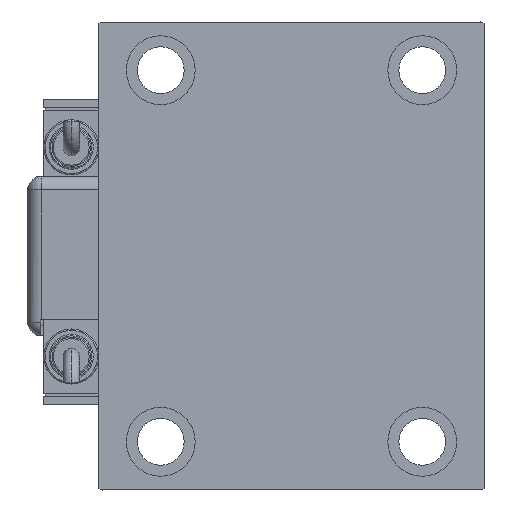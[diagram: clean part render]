
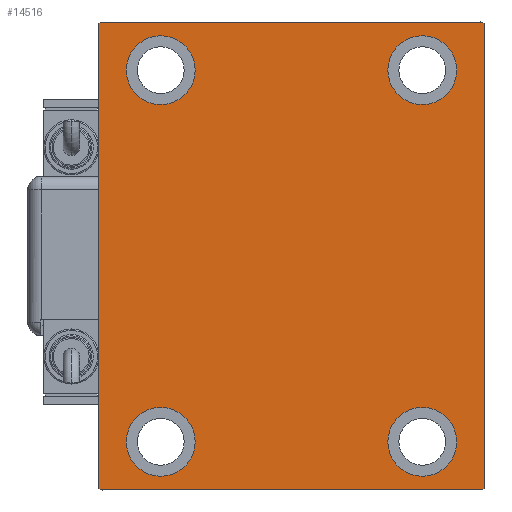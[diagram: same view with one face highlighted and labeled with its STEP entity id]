
A CAD part, left-side view. The second image highlights one B-rep face of the part: STEP entity #14516.
In plain terms, the highlighted face is planar.
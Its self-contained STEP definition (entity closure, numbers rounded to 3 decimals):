
#152 = VERTEX_POINT ( 'NONE', #43981 ) ;
#256 = ORIENTED_EDGE ( 'NONE', *, *, #15549, .T. ) ;
#276 = VECTOR ( 'NONE', #43348, 1000. ) ;
#611 = CIRCLE ( 'NONE', #46837, 12.5 ) ;
#863 = CARTESIAN_POINT ( 'NONE',  ( 205., -47.5, 55. ) ) ;
#953 = CIRCLE ( 'NONE', #35373, 12.5 ) ;
#996 = ORIENTED_EDGE ( 'NONE', *, *, #55963, .T. ) ;
#1508 = VERTEX_POINT ( 'NONE', #39000 ) ;
#1738 = VERTEX_POINT ( 'NONE', #51926 ) ;
#2033 = CARTESIAN_POINT ( 'NONE',  ( 205., 47.5, -67.5 ) ) ;
#2102 = VERTEX_POINT ( 'NONE', #44633 ) ;
#2238 = CARTESIAN_POINT ( 'NONE',  ( 205., 0., 0. ) ) ;
#2412 = EDGE_CURVE ( 'NONE', #7629, #27096, #51605, .T. ) ;
#3436 = EDGE_LOOP ( 'NONE', ( #10420, #3605 ) ) ;
#3605 = ORIENTED_EDGE ( 'NONE', *, *, #57360, .T. ) ;
#4336 = AXIS2_PLACEMENT_3D ( 'NONE', #46997, #37123, #55356 ) ;
#4492 = DIRECTION ( 'NONE',  ( -1., 0., 0. ) ) ;
#4512 = CARTESIAN_POINT ( 'NONE',  ( 205., 47.5, -80. ) ) ;
#4688 = CARTESIAN_POINT ( 'NONE',  ( 205., -47.5, -67.5 ) ) ;
#5420 = CARTESIAN_POINT ( 'NONE',  ( 205., -47.5, 67.5 ) ) ;
#6303 = DIRECTION ( 'NONE',  ( 0., -1., 0. ) ) ;
#6330 = DIRECTION ( 'NONE',  ( -1., 0., 0. ) ) ;
#6843 = FACE_BOUND ( 'NONE', #30165, .T. ) ;
#6909 = EDGE_CURVE ( 'NONE', #1508, #29301, #20445, .T. ) ;
#6946 = DIRECTION ( 'NONE',  ( 0., 0., 1. ) ) ;
#7629 = VERTEX_POINT ( 'NONE', #4512 ) ;
#7741 = EDGE_CURVE ( 'NONE', #57120, #42225, #611, .T. ) ;
#8807 = DIRECTION ( 'NONE',  ( -1., 0., 0. ) ) ;
#9188 = VERTEX_POINT ( 'NONE', #31789 ) ;
#9604 = LINE ( 'NONE', #50622, #31567 ) ;
#9790 = EDGE_LOOP ( 'NONE', ( #996, #26564 ) ) ;
#10031 = CARTESIAN_POINT ( 'NONE',  ( 205., -47.5, 67.5 ) ) ;
#10420 = ORIENTED_EDGE ( 'NONE', *, *, #42428, .T. ) ;
#10969 = ORIENTED_EDGE ( 'NONE', *, *, #6909, .T. ) ;
#12008 = ORIENTED_EDGE ( 'NONE', *, *, #7741, .T. ) ;
#12122 = EDGE_CURVE ( 'NONE', #27096, #7629, #54914, .T. ) ;
#12163 = CARTESIAN_POINT ( 'NONE',  ( 205., 70., -84.5 ) ) ;
#12961 = LINE ( 'NONE', #35773, #56096 ) ;
#12998 = CIRCLE ( 'NONE', #55362, 12.5 ) ;
#14360 = VECTOR ( 'NONE', #43115, 1000. ) ;
#14466 = CARTESIAN_POINT ( 'NONE',  ( 205., 70., -85. ) ) ;
#14516 = ADVANCED_FACE ( 'NONE', ( #30239, #6843, #29626, #48461, #25611 ), #44428, .T. ) ;
#14772 = LINE ( 'NONE', #14466, #14360 ) ;
#15549 = EDGE_CURVE ( 'NONE', #18318, #42991, #37603, .T. ) ;
#15644 = VERTEX_POINT ( 'NONE', #39122 ) ;
#15830 = VECTOR ( 'NONE', #28538, 1000. ) ;
#15925 = EDGE_CURVE ( 'NONE', #42991, #48399, #9604, .T. ) ;
#16246 = DIRECTION ( 'NONE',  ( 0., 0., 1. ) ) ;
#16372 = EDGE_CURVE ( 'NONE', #29301, #15644, #51397, .T. ) ;
#16553 = DIRECTION ( 'NONE',  ( -1., 0., 0. ) ) ;
#18041 = CARTESIAN_POINT ( 'NONE',  ( 205., 47.5, -55. ) ) ;
#18318 = VERTEX_POINT ( 'NONE', #45863 ) ;
#18529 = DIRECTION ( 'NONE',  ( 0., 1., 0. ) ) ;
#20445 = LINE ( 'NONE', #58413, #45861 ) ;
#20507 = CARTESIAN_POINT ( 'NONE',  ( 205., 77.25, -77.25 ) ) ;
#21286 = CARTESIAN_POINT ( 'NONE',  ( 205., 70., 84.5 ) ) ;
#21402 = DIRECTION ( 'NONE',  ( -1., 0., 0. ) ) ;
#21669 = LINE ( 'NONE', #49444, #24924 ) ;
#22117 = CARTESIAN_POINT ( 'NONE',  ( 205., 69.5, -85. ) ) ;
#23267 = DIRECTION ( 'NONE',  ( 0., 0., 1. ) ) ;
#23894 = DIRECTION ( 'NONE',  ( 0., 0., 1. ) ) ;
#24120 = EDGE_CURVE ( 'NONE', #48399, #54128, #47975, .T. ) ;
#24194 = EDGE_CURVE ( 'NONE', #152, #1738, #12998, .T. ) ;
#24924 = VECTOR ( 'NONE', #54388, 1000. ) ;
#25611 = FACE_OUTER_BOUND ( 'NONE', #44856, .T. ) ;
#26424 = CARTESIAN_POINT ( 'NONE',  ( 205., -69.5, 85. ) ) ;
#26564 = ORIENTED_EDGE ( 'NONE', *, *, #24194, .T. ) ;
#26743 = EDGE_LOOP ( 'NONE', ( #31462, #40823 ) ) ;
#27096 = VERTEX_POINT ( 'NONE', #18041 ) ;
#27331 = ORIENTED_EDGE ( 'NONE', *, *, #41784, .T. ) ;
#27778 = DIRECTION ( 'NONE',  ( -1., 0., 0. ) ) ;
#27866 = AXIS2_PLACEMENT_3D ( 'NONE', #58512, #16553, #16246 ) ;
#28538 = DIRECTION ( 'NONE',  ( 0., -0.707, -0.707 ) ) ;
#29301 = VERTEX_POINT ( 'NONE', #26424 ) ;
#29626 = FACE_BOUND ( 'NONE', #3436, .T. ) ;
#30165 = EDGE_LOOP ( 'NONE', ( #35366, #12008 ) ) ;
#30239 = FACE_BOUND ( 'NONE', #9790, .T. ) ;
#30538 = EDGE_CURVE ( 'NONE', #54128, #45589, #14772, .T. ) ;
#30838 = DIRECTION ( 'NONE',  ( 0., -0.707, 0.707 ) ) ;
#31462 = ORIENTED_EDGE ( 'NONE', *, *, #2412, .T. ) ;
#31567 = VECTOR ( 'NONE', #18529, 1000. ) ;
#31789 = CARTESIAN_POINT ( 'NONE',  ( 205., 47.5, 55. ) ) ;
#32848 = AXIS2_PLACEMENT_3D ( 'NONE', #10031, #4492, #23267 ) ;
#33749 = ORIENTED_EDGE ( 'NONE', *, *, #30538, .T. ) ;
#34357 = ORIENTED_EDGE ( 'NONE', *, *, #51718, .T. ) ;
#35366 = ORIENTED_EDGE ( 'NONE', *, *, #53988, .T. ) ;
#35373 = AXIS2_PLACEMENT_3D ( 'NONE', #37745, #8807, #37451 ) ;
#35773 = CARTESIAN_POINT ( 'NONE',  ( 205., 77.25, 77.25 ) ) ;
#35889 = CARTESIAN_POINT ( 'NONE',  ( 205., 47.5, 67.5 ) ) ;
#36809 = CIRCLE ( 'NONE', #32848, 12.5 ) ;
#37123 = DIRECTION ( 'NONE',  ( -1., 0., 0. ) ) ;
#37451 = DIRECTION ( 'NONE',  ( 0., 0., 1. ) ) ;
#37472 = CARTESIAN_POINT ( 'NONE',  ( 205., -47.5, 80. ) ) ;
#37603 = LINE ( 'NONE', #41616, #44337 ) ;
#37745 = CARTESIAN_POINT ( 'NONE',  ( 205., 47.5, 67.5 ) ) ;
#38665 = ORIENTED_EDGE ( 'NONE', *, *, #16372, .T. ) ;
#39000 = CARTESIAN_POINT ( 'NONE',  ( 205., 69.5, 85. ) ) ;
#39122 = CARTESIAN_POINT ( 'NONE',  ( 205., -70., 84.5 ) ) ;
#39801 = DIRECTION ( 'NONE',  ( 1., 0., 0. ) ) ;
#40823 = ORIENTED_EDGE ( 'NONE', *, *, #12122, .T. ) ;
#40995 = DIRECTION ( 'NONE',  ( 0., 0., -1. ) ) ;
#41616 = CARTESIAN_POINT ( 'NONE',  ( 205., -77.25, -77.25 ) ) ;
#41784 = EDGE_CURVE ( 'NONE', #45589, #1508, #12961, .T. ) ;
#42225 = VERTEX_POINT ( 'NONE', #863 ) ;
#42413 = DIRECTION ( 'NONE',  ( -1., 0., 0. ) ) ;
#42428 = EDGE_CURVE ( 'NONE', #9188, #2102, #953, .T. ) ;
#42859 = CIRCLE ( 'NONE', #59631, 12.5 ) ;
#42991 = VERTEX_POINT ( 'NONE', #60387 ) ;
#43115 = DIRECTION ( 'NONE',  ( 0., 0., 1. ) ) ;
#43236 = ORIENTED_EDGE ( 'NONE', *, *, #24120, .T. ) ;
#43348 = DIRECTION ( 'NONE',  ( 0., 0.707, 0.707 ) ) ;
#43981 = CARTESIAN_POINT ( 'NONE',  ( 205., -47.5, -55. ) ) ;
#44229 = DIRECTION ( 'NONE',  ( 0., 0., 1. ) ) ;
#44337 = VECTOR ( 'NONE', #52115, 1000. ) ;
#44428 = PLANE ( 'NONE',  #55965 ) ;
#44633 = CARTESIAN_POINT ( 'NONE',  ( 205., 47.5, 80. ) ) ;
#44856 = EDGE_LOOP ( 'NONE', ( #10969, #38665, #34357, #256, #50106, #43236, #33749, #27331 ) ) ;
#45589 = VERTEX_POINT ( 'NONE', #21286 ) ;
#45861 = VECTOR ( 'NONE', #6303, 1000. ) ;
#45863 = CARTESIAN_POINT ( 'NONE',  ( 205., -70., -84.5 ) ) ;
#46580 = CIRCLE ( 'NONE', #27866, 12.5 ) ;
#46604 = DIRECTION ( 'NONE',  ( 0., 0., 1. ) ) ;
#46837 = AXIS2_PLACEMENT_3D ( 'NONE', #5420, #42413, #23894 ) ;
#46997 = CARTESIAN_POINT ( 'NONE',  ( 205., 47.5, -67.5 ) ) ;
#47676 = CARTESIAN_POINT ( 'NONE',  ( 205., -77.25, 77.25 ) ) ;
#47975 = LINE ( 'NONE', #20507, #276 ) ;
#48399 = VERTEX_POINT ( 'NONE', #22117 ) ;
#48461 = FACE_BOUND ( 'NONE', #26743, .T. ) ;
#49444 = CARTESIAN_POINT ( 'NONE',  ( 205., -70., 85. ) ) ;
#50106 = ORIENTED_EDGE ( 'NONE', *, *, #15925, .T. ) ;
#50622 = CARTESIAN_POINT ( 'NONE',  ( 205., -70., -85. ) ) ;
#51397 = LINE ( 'NONE', #47676, #15830 ) ;
#51605 = CIRCLE ( 'NONE', #4336, 12.5 ) ;
#51718 = EDGE_CURVE ( 'NONE', #15644, #18318, #21669, .T. ) ;
#51926 = CARTESIAN_POINT ( 'NONE',  ( 205., -47.5, -80. ) ) ;
#52115 = DIRECTION ( 'NONE',  ( 0., 0.707, -0.707 ) ) ;
#53988 = EDGE_CURVE ( 'NONE', #42225, #57120, #36809, .T. ) ;
#54128 = VERTEX_POINT ( 'NONE', #12163 ) ;
#54388 = DIRECTION ( 'NONE',  ( 0., 0., -1. ) ) ;
#54914 = CIRCLE ( 'NONE', #57857, 12.5 ) ;
#55356 = DIRECTION ( 'NONE',  ( 0., 0., 1. ) ) ;
#55362 = AXIS2_PLACEMENT_3D ( 'NONE', #4688, #27778, #46604 ) ;
#55963 = EDGE_CURVE ( 'NONE', #1738, #152, #46580, .T. ) ;
#55965 = AXIS2_PLACEMENT_3D ( 'NONE', #2238, #39801, #40995 ) ;
#56096 = VECTOR ( 'NONE', #30838, 1000. ) ;
#57120 = VERTEX_POINT ( 'NONE', #37472 ) ;
#57360 = EDGE_CURVE ( 'NONE', #2102, #9188, #42859, .T. ) ;
#57857 = AXIS2_PLACEMENT_3D ( 'NONE', #2033, #6330, #6946 ) ;
#58413 = CARTESIAN_POINT ( 'NONE',  ( 205., 70., 85. ) ) ;
#58512 = CARTESIAN_POINT ( 'NONE',  ( 205., -47.5, -67.5 ) ) ;
#59631 = AXIS2_PLACEMENT_3D ( 'NONE', #35889, #21402, #44229 ) ;
#60387 = CARTESIAN_POINT ( 'NONE',  ( 205., -69.5, -85. ) ) ;
